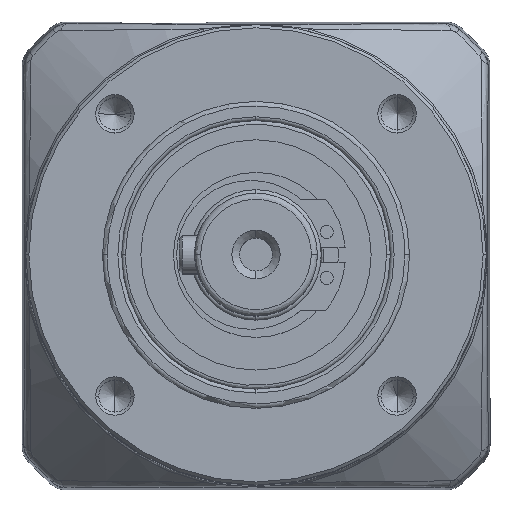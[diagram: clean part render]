
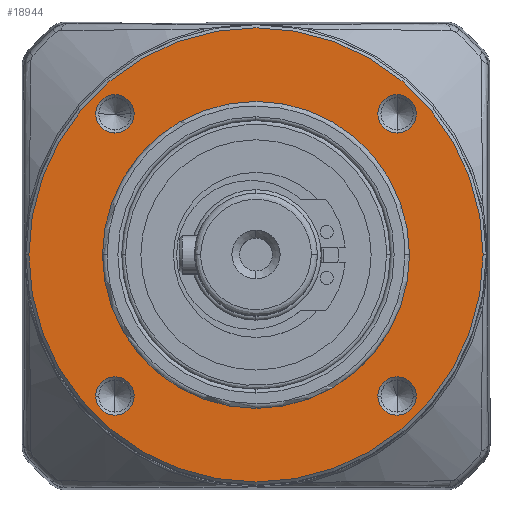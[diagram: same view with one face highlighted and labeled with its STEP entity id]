
A CAD part, top view. The second image highlights one B-rep face of the part: STEP entity #18944.
In plain terms, the highlighted planar face has unit normal (0, 0, 1).
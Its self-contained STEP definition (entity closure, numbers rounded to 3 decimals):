
#6 = CARTESIAN_POINT ( 'NONE',  ( 0., 0., 25.5 ) ) ;
#237 = DIRECTION ( 'NONE',  ( 0., 0., -1. ) ) ;
#503 = CARTESIAN_POINT ( 'NONE',  ( 18.385, -18.385, 25.5 ) ) ;
#559 = EDGE_LOOP ( 'NONE', ( #22937, #27312 ) ) ;
#787 = FACE_BOUND ( 'NONE', #2255, .T. ) ;
#1353 = EDGE_CURVE ( 'NONE', #19633, #16136, #20115, .T. ) ;
#1524 = EDGE_LOOP ( 'NONE', ( #7903, #19671 ) ) ;
#1786 = VERTEX_POINT ( 'NONE', #13973 ) ;
#2143 = AXIS2_PLACEMENT_3D ( 'NONE', #21877, #21842, #21836 ) ;
#2255 = EDGE_LOOP ( 'NONE', ( #17716, #16188 ) ) ;
#2655 = EDGE_LOOP ( 'NONE', ( #22674, #5599 ) ) ;
#2661 = DIRECTION ( 'NONE',  ( 1., 0., 0. ) ) ;
#2767 = VERTEX_POINT ( 'NONE', #27675 ) ;
#3281 = CIRCLE ( 'NONE', #17628, 2.5 ) ;
#3314 = AXIS2_PLACEMENT_3D ( 'NONE', #11761, #11756, #11722 ) ;
#3342 = AXIS2_PLACEMENT_3D ( 'NONE', #19408, #19402, #19370 ) ;
#3944 = VERTEX_POINT ( 'NONE', #8316 ) ;
#4328 = VERTEX_POINT ( 'NONE', #25416 ) ;
#4365 = EDGE_CURVE ( 'NONE', #4328, #7560, #11032, .T. ) ;
#4585 = DIRECTION ( 'NONE',  ( 0., 0., -1. ) ) ;
#4713 = EDGE_CURVE ( 'NONE', #1786, #12816, #6239, .T. ) ;
#5599 = ORIENTED_EDGE ( 'NONE', *, *, #26958, .T. ) ;
#6045 = AXIS2_PLACEMENT_3D ( 'NONE', #13299, #237, #15463 ) ;
#6239 = CIRCLE ( 'NONE', #23885, 29.6 ) ;
#6467 = VERTEX_POINT ( 'NONE', #22131 ) ;
#6633 = DIRECTION ( 'NONE',  ( 1., 0., 0. ) ) ;
#6673 = FACE_BOUND ( 'NONE', #12889, .T. ) ;
#6787 = AXIS2_PLACEMENT_3D ( 'NONE', #6812, #21769, #8996 ) ;
#6812 = CARTESIAN_POINT ( 'NONE',  ( 18.385, 18.385, 25.5 ) ) ;
#7356 = FACE_BOUND ( 'NONE', #11572, .T. ) ;
#7560 = VERTEX_POINT ( 'NONE', #23735 ) ;
#7903 = ORIENTED_EDGE ( 'NONE', *, *, #25663, .T. ) ;
#8316 = CARTESIAN_POINT ( 'NONE',  ( -18.385, 20.885, 25.5 ) ) ;
#8980 = ORIENTED_EDGE ( 'NONE', *, *, #10249, .T. ) ;
#8996 = DIRECTION ( 'NONE',  ( 0., -1., 0. ) ) ;
#10249 = EDGE_CURVE ( 'NONE', #16136, #19633, #11802, .T. ) ;
#10602 = EDGE_CURVE ( 'NONE', #25349, #2767, #24024, .T. ) ;
#10620 = AXIS2_PLACEMENT_3D ( 'NONE', #11700, #26416, #13870 ) ;
#10906 = AXIS2_PLACEMENT_3D ( 'NONE', #17549, #4585, #19652 ) ;
#10977 = EDGE_CURVE ( 'NONE', #3944, #6467, #18800, .T. ) ;
#11032 = CIRCLE ( 'NONE', #25772, 2.5 ) ;
#11454 = CARTESIAN_POINT ( 'NONE',  ( -15.885, -18.385, 25.5 ) ) ;
#11572 = EDGE_LOOP ( 'NONE', ( #22225, #12882 ) ) ;
#11700 = CARTESIAN_POINT ( 'NONE',  ( 0., 0., 25.5 ) ) ;
#11722 = DIRECTION ( 'NONE',  ( -1., 0., 0. ) ) ;
#11738 = FACE_BOUND ( 'NONE', #2655, .T. ) ;
#11756 = DIRECTION ( 'NONE',  ( 0., 0., -1. ) ) ;
#11761 = CARTESIAN_POINT ( 'NONE',  ( 0., 0., 25.5 ) ) ;
#11802 = CIRCLE ( 'NONE', #26654, 2.5 ) ;
#11975 = ORIENTED_EDGE ( 'NONE', *, *, #1353, .T. ) ;
#12816 = VERTEX_POINT ( 'NONE', #23445 ) ;
#12882 = ORIENTED_EDGE ( 'NONE', *, *, #10977, .T. ) ;
#12889 = EDGE_LOOP ( 'NONE', ( #11975, #8980 ) ) ;
#13299 = CARTESIAN_POINT ( 'NONE',  ( 0., 0., 25.5 ) ) ;
#13658 = CARTESIAN_POINT ( 'NONE',  ( 20., 0., 25.5 ) ) ;
#13870 = DIRECTION ( 'NONE',  ( -1., 0., 0. ) ) ;
#13973 = CARTESIAN_POINT ( 'NONE',  ( 29.6, 0., 25.5 ) ) ;
#14353 = CARTESIAN_POINT ( 'NONE',  ( 20.885, -18.385, 25.5 ) ) ;
#15275 = EDGE_CURVE ( 'NONE', #25046, #27083, #17350, .T. ) ;
#15463 = DIRECTION ( 'NONE',  ( -1., 0., 0. ) ) ;
#15729 = DIRECTION ( 'NONE',  ( 0., 0., -1. ) ) ;
#16136 = VERTEX_POINT ( 'NONE', #21525 ) ;
#16188 = ORIENTED_EDGE ( 'NONE', *, *, #27036, .T. ) ;
#17350 = CIRCLE ( 'NONE', #3314, 20. ) ;
#17444 = FACE_OUTER_BOUND ( 'NONE', #559, .T. ) ;
#17549 = CARTESIAN_POINT ( 'NONE',  ( -18.385, 18.385, 25.5 ) ) ;
#17628 = AXIS2_PLACEMENT_3D ( 'NONE', #503, #15729, #2661 ) ;
#17716 = ORIENTED_EDGE ( 'NONE', *, *, #10602, .T. ) ;
#17922 = EDGE_CURVE ( 'NONE', #12816, #1786, #22216, .T. ) ;
#18800 = CIRCLE ( 'NONE', #2143, 2.5 ) ;
#18944 = ADVANCED_FACE ( 'NONE', ( #787, #6673, #7356, #22994, #17444, #11738 ), #25644, .T. ) ;
#19370 = DIRECTION ( 'NONE',  ( 1., 0., 0. ) ) ;
#19402 = DIRECTION ( 'NONE',  ( 0., 0., -1. ) ) ;
#19408 = CARTESIAN_POINT ( 'NONE',  ( -18.385, -18.385, 25.5 ) ) ;
#19464 = DIRECTION ( 'NONE',  ( 0., 0., 1. ) ) ;
#19633 = VERTEX_POINT ( 'NONE', #11454 ) ;
#19652 = DIRECTION ( 'NONE',  ( 0., -1., 0. ) ) ;
#19671 = ORIENTED_EDGE ( 'NONE', *, *, #4365, .T. ) ;
#20115 = CIRCLE ( 'NONE', #3342, 2.5 ) ;
#21167 = CIRCLE ( 'NONE', #6045, 20. ) ;
#21241 = DIRECTION ( 'NONE',  ( -1., 0., 0. ) ) ;
#21246 = CARTESIAN_POINT ( 'NONE',  ( -20., 0., 25.5 ) ) ;
#21280 = DIRECTION ( 'NONE',  ( 0., 0., -1. ) ) ;
#21304 = CARTESIAN_POINT ( 'NONE',  ( 0., 0., 25.5 ) ) ;
#21525 = CARTESIAN_POINT ( 'NONE',  ( -20.885, -18.385, 25.5 ) ) ;
#21769 = DIRECTION ( 'NONE',  ( 0., 0., -1. ) ) ;
#21836 = DIRECTION ( 'NONE',  ( 0., -1., 0. ) ) ;
#21842 = DIRECTION ( 'NONE',  ( 0., 0., -1. ) ) ;
#21877 = CARTESIAN_POINT ( 'NONE',  ( -18.385, 18.385, 25.5 ) ) ;
#22131 = CARTESIAN_POINT ( 'NONE',  ( -18.385, 15.885, 25.5 ) ) ;
#22216 = CIRCLE ( 'NONE', #10620, 29.6 ) ;
#22225 = ORIENTED_EDGE ( 'NONE', *, *, #24442, .T. ) ;
#22297 = DIRECTION ( 'NONE',  ( 1., 0., 0. ) ) ;
#22674 = ORIENTED_EDGE ( 'NONE', *, *, #15275, .T. ) ;
#22937 = ORIENTED_EDGE ( 'NONE', *, *, #17922, .F. ) ;
#22994 = FACE_BOUND ( 'NONE', #1524, .T. ) ;
#23445 = CARTESIAN_POINT ( 'NONE',  ( -29.6, 0., 25.5 ) ) ;
#23735 = CARTESIAN_POINT ( 'NONE',  ( 18.385, 15.885, 25.5 ) ) ;
#23885 = AXIS2_PLACEMENT_3D ( 'NONE', #21304, #21280, #21241 ) ;
#24024 = CIRCLE ( 'NONE', #27511, 2.5 ) ;
#24074 = DIRECTION ( 'NONE',  ( 0., 0., -1. ) ) ;
#24174 = CARTESIAN_POINT ( 'NONE',  ( -18.385, -18.385, 25.5 ) ) ;
#24442 = EDGE_CURVE ( 'NONE', #6467, #3944, #27368, .T. ) ;
#24714 = DIRECTION ( 'NONE',  ( 0., -1., 0. ) ) ;
#24725 = DIRECTION ( 'NONE',  ( 0., 0., -1. ) ) ;
#24775 = CARTESIAN_POINT ( 'NONE',  ( 18.385, 18.385, 25.5 ) ) ;
#25046 = VERTEX_POINT ( 'NONE', #21246 ) ;
#25349 = VERTEX_POINT ( 'NONE', #14353 ) ;
#25416 = CARTESIAN_POINT ( 'NONE',  ( 18.385, 20.885, 25.5 ) ) ;
#25644 = PLANE ( 'NONE',  #25998 ) ;
#25663 = EDGE_CURVE ( 'NONE', #7560, #4328, #25713, .T. ) ;
#25704 = DIRECTION ( 'NONE',  ( 1., 0., 0. ) ) ;
#25713 = CIRCLE ( 'NONE', #6787, 2.5 ) ;
#25736 = DIRECTION ( 'NONE',  ( 0., 0., -1. ) ) ;
#25757 = CARTESIAN_POINT ( 'NONE',  ( 18.385, -18.385, 25.5 ) ) ;
#25772 = AXIS2_PLACEMENT_3D ( 'NONE', #24775, #24725, #24714 ) ;
#25998 = AXIS2_PLACEMENT_3D ( 'NONE', #6, #19464, #6633 ) ;
#26416 = DIRECTION ( 'NONE',  ( 0., 0., -1. ) ) ;
#26654 = AXIS2_PLACEMENT_3D ( 'NONE', #24174, #24074, #22297 ) ;
#26958 = EDGE_CURVE ( 'NONE', #27083, #25046, #21167, .T. ) ;
#27036 = EDGE_CURVE ( 'NONE', #2767, #25349, #3281, .T. ) ;
#27083 = VERTEX_POINT ( 'NONE', #13658 ) ;
#27312 = ORIENTED_EDGE ( 'NONE', *, *, #4713, .F. ) ;
#27368 = CIRCLE ( 'NONE', #10906, 2.5 ) ;
#27511 = AXIS2_PLACEMENT_3D ( 'NONE', #25757, #25736, #25704 ) ;
#27675 = CARTESIAN_POINT ( 'NONE',  ( 15.885, -18.385, 25.5 ) ) ;
